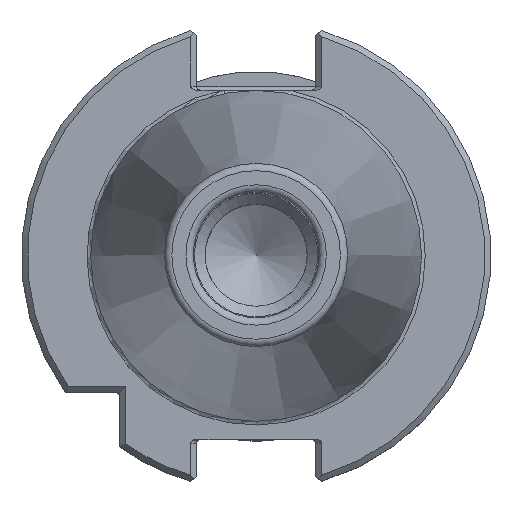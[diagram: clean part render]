
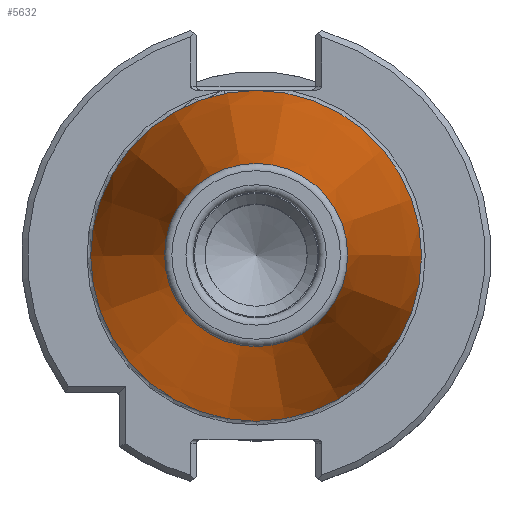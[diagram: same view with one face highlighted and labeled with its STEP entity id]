
A CAD part, top view. The second image highlights one B-rep face of the part: STEP entity #5632.
In plain terms, the highlighted conical face has half-angle 8.297 degrees and reference radius 22.395 mm.
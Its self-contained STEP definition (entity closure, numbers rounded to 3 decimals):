
#98=CONICAL_SURFACE('',#5981,22.395,0.145);
#1385=ORIENTED_EDGE('',*,*,#2265,.F.);
#1386=ORIENTED_EDGE('',*,*,#2181,.T.);
#2181=EDGE_CURVE('',#2720,#2720,#3008,.T.);
#2265=EDGE_CURVE('',#2757,#2757,#3034,.T.);
#2720=VERTEX_POINT('',#7963);
#2757=VERTEX_POINT('',#8201);
#3008=CIRCLE('',#5886,22.395);
#3034=CIRCLE('',#5982,12.397);
#3252=EDGE_LOOP('',(#1385));
#3253=EDGE_LOOP('',(#1386));
#3561=FACE_BOUND('',#3252,.T.);
#3562=FACE_BOUND('',#3253,.T.);
#5632=ADVANCED_FACE('',(#3561,#3562),#98,.T.);
#5886=AXIS2_PLACEMENT_3D('',#7962,#6530,#6531);
#5981=AXIS2_PLACEMENT_3D('',#8199,#6748,#6749);
#5982=AXIS2_PLACEMENT_3D('',#8200,#6750,#6751);
#6530=DIRECTION('',(0.,0.,1.));
#6531=DIRECTION('',(1.,0.,0.));
#6748=DIRECTION('',(0.,0.,-1.));
#6749=DIRECTION('',(-1.,0.,0.));
#6750=DIRECTION('',(0.,0.,1.));
#6751=DIRECTION('',(1.,0.,0.));
#7962=CARTESIAN_POINT('',(0.,0.,-1.163));
#7963=CARTESIAN_POINT('',(22.395,0.,-1.163));
#8199=CARTESIAN_POINT('',(0.,0.,-1.163));
#8200=CARTESIAN_POINT('',(0.,0.,67.394));
#8201=CARTESIAN_POINT('',(12.397,0.,67.394));
